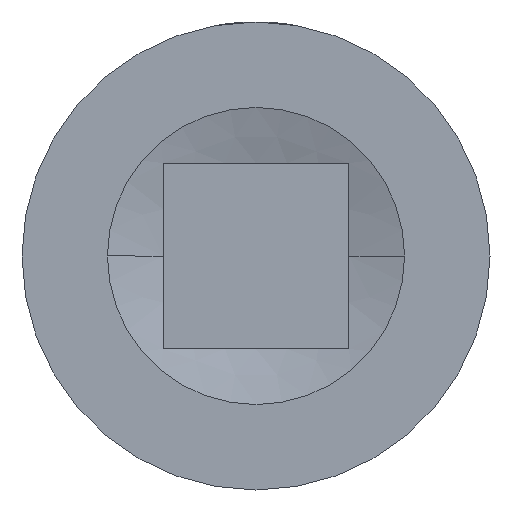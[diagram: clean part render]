
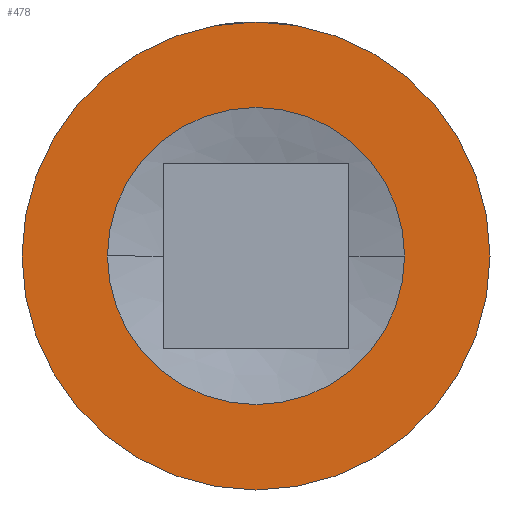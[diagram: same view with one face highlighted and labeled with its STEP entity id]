
A CAD part, front view. The second image highlights one B-rep face of the part: STEP entity #478.
In plain terms, the highlighted planar face has unit normal (0, -1, 0).
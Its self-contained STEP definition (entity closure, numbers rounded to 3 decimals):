
#13 = CIRCLE ( 'NONE', #354, 16. ) ;
#104 = EDGE_LOOP ( 'NONE', ( #1626, #888 ) ) ;
#121 = FACE_BOUND ( 'NONE', #104, .T. ) ;
#170 = VERTEX_POINT ( 'NONE', #657 ) ;
#177 = DIRECTION ( 'NONE',  ( 0., -1., 0. ) ) ;
#231 = CARTESIAN_POINT ( 'NONE',  ( 16., 0., 0. ) ) ;
#242 = ORIENTED_EDGE ( 'NONE', *, *, #992, .T. ) ;
#254 = CIRCLE ( 'NONE', #1188, 10.16 ) ;
#287 = VERTEX_POINT ( 'NONE', #231 ) ;
#344 = DIRECTION ( 'NONE',  ( 0., -1., 0. ) ) ;
#354 = AXIS2_PLACEMENT_3D ( 'NONE', #1325, #177, #659 ) ;
#398 = FACE_OUTER_BOUND ( 'NONE', #1524, .T. ) ;
#430 = CIRCLE ( 'NONE', #1240, 16. ) ;
#454 = ORIENTED_EDGE ( 'NONE', *, *, #1297, .T. ) ;
#457 = CIRCLE ( 'NONE', #1481, 10.16 ) ;
#459 = CARTESIAN_POINT ( 'NONE',  ( 0., 0., 0. ) ) ;
#478 = ADVANCED_FACE ( 'NONE', ( #398, #121 ), #1293, .T. ) ;
#538 = CARTESIAN_POINT ( 'NONE',  ( -16., 0., 0. ) ) ;
#567 = AXIS2_PLACEMENT_3D ( 'NONE', #893, #652, #1145 ) ;
#590 = VERTEX_POINT ( 'NONE', #538 ) ;
#652 = DIRECTION ( 'NONE',  ( 0., -1., 0. ) ) ;
#657 = CARTESIAN_POINT ( 'NONE',  ( 10.16, 0., 0. ) ) ;
#659 = DIRECTION ( 'NONE',  ( 1., 0., 0. ) ) ;
#716 = CARTESIAN_POINT ( 'NONE',  ( 0., 0., 0. ) ) ;
#888 = ORIENTED_EDGE ( 'NONE', *, *, #1089, .F. ) ;
#893 = CARTESIAN_POINT ( 'NONE',  ( 10.16, 0., 0. ) ) ;
#992 = EDGE_CURVE ( 'NONE', #287, #590, #430, .T. ) ;
#1018 = DIRECTION ( 'NONE',  ( 0., -1., 0. ) ) ;
#1089 = EDGE_CURVE ( 'NONE', #1493, #170, #457, .T. ) ;
#1145 = DIRECTION ( 'NONE',  ( 1., 0., 0. ) ) ;
#1188 = AXIS2_PLACEMENT_3D ( 'NONE', #716, #1229, #1375 ) ;
#1229 = DIRECTION ( 'NONE',  ( 0., -1., 0. ) ) ;
#1240 = AXIS2_PLACEMENT_3D ( 'NONE', #459, #344, #1344 ) ;
#1293 = PLANE ( 'NONE',  #567 ) ;
#1297 = EDGE_CURVE ( 'NONE', #590, #287, #13, .T. ) ;
#1325 = CARTESIAN_POINT ( 'NONE',  ( 0., 0., 0. ) ) ;
#1344 = DIRECTION ( 'NONE',  ( 1., 0., 0. ) ) ;
#1375 = DIRECTION ( 'NONE',  ( 1., 0., 0. ) ) ;
#1481 = AXIS2_PLACEMENT_3D ( 'NONE', #1540, #1018, #1649 ) ;
#1493 = VERTEX_POINT ( 'NONE', #1495 ) ;
#1495 = CARTESIAN_POINT ( 'NONE',  ( -10.16, 0., 0. ) ) ;
#1510 = EDGE_CURVE ( 'NONE', #170, #1493, #254, .T. ) ;
#1524 = EDGE_LOOP ( 'NONE', ( #242, #454 ) ) ;
#1540 = CARTESIAN_POINT ( 'NONE',  ( 0., 0., 0. ) ) ;
#1626 = ORIENTED_EDGE ( 'NONE', *, *, #1510, .F. ) ;
#1649 = DIRECTION ( 'NONE',  ( 1., 0., 0. ) ) ;
